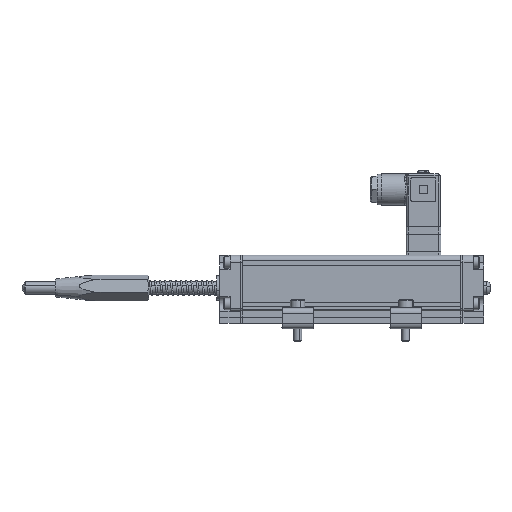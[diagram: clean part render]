
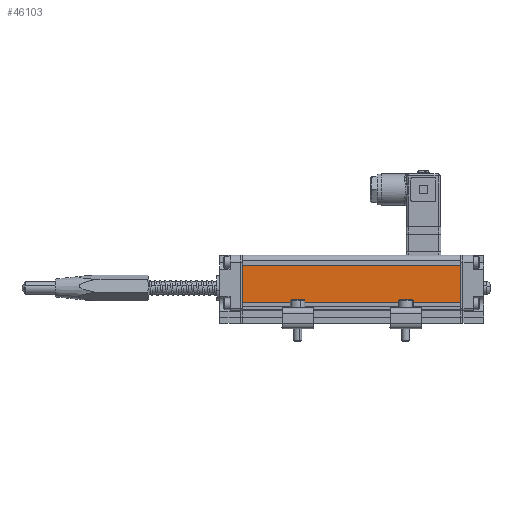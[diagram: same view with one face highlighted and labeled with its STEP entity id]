
A CAD part, top view. The second image highlights one B-rep face of the part: STEP entity #46103.
In plain terms, the highlighted planar face has unit normal (0, 0, 1).
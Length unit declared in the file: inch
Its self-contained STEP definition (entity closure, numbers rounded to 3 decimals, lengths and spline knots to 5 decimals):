
#1417 = CARTESIAN_POINT ( 'NONE',  ( -3.87795, -0.18898, 1.29528 ) ) ;
#1943 = VERTEX_POINT ( 'NONE', #62778 ) ;
#2827 = VERTEX_POINT ( 'NONE', #27044 ) ;
#7005 = LINE ( 'NONE', #39484, #58248 ) ;
#9736 = CARTESIAN_POINT ( 'NONE',  ( -3.87795, -0.89764, 1.29528 ) ) ;
#10963 = DIRECTION ( 'NONE',  ( 0., 0., -1. ) ) ;
#12450 = ORIENTED_EDGE ( 'NONE', *, *, #49280, .F. ) ;
#13493 = DIRECTION ( 'NONE',  ( 0., -1., 0. ) ) ;
#15289 = CARTESIAN_POINT ( 'NONE',  ( -4.56693, -0.89764, 1.29528 ) ) ;
#16923 = VECTOR ( 'NONE', #38193, 39.37008 ) ;
#17877 = ORIENTED_EDGE ( 'NONE', *, *, #59476, .F. ) ;
#20886 = FACE_OUTER_BOUND ( 'NONE', #57134, .T. ) ;
#27044 = CARTESIAN_POINT ( 'NONE',  ( -4.56693, -0.18898, 1.29528 ) ) ;
#32217 = AXIS2_PLACEMENT_3D ( 'NONE', #57792, #10963, #46518 ) ;
#33690 = VERTEX_POINT ( 'NONE', #65317 ) ;
#33757 = LINE ( 'NONE', #58696, #16923 ) ;
#35716 = LINE ( 'NONE', #9736, #41906 ) ;
#36953 = PLANE ( 'NONE',  #32217 ) ;
#38193 = DIRECTION ( 'NONE',  ( 0., -1., 0. ) ) ;
#39484 = CARTESIAN_POINT ( 'NONE',  ( -0.43307, -1.29134, 1.29528 ) ) ;
#41906 = VECTOR ( 'NONE', #67485, 39.37008 ) ;
#43801 = DIRECTION ( 'NONE',  ( 1., 0., 0. ) ) ;
#44200 = EDGE_CURVE ( 'NONE', #1943, #33690, #7005, .T. ) ;
#44490 = LINE ( 'NONE', #1417, #53030 ) ;
#45689 = EDGE_CURVE ( 'NONE', #2827, #51668, #33757, .T. ) ;
#46103 = ADVANCED_FACE ( 'NONE', ( #20886 ), #36953, .F. ) ;
#46518 = DIRECTION ( 'NONE',  ( 0., 1., 0. ) ) ;
#49227 = ORIENTED_EDGE ( 'NONE', *, *, #44200, .F. ) ;
#49255 = ORIENTED_EDGE ( 'NONE', *, *, #45689, .T. ) ;
#49280 = EDGE_CURVE ( 'NONE', #2827, #1943, #44490, .T. ) ;
#51668 = VERTEX_POINT ( 'NONE', #15289 ) ;
#53030 = VECTOR ( 'NONE', #43801, 39.37008 ) ;
#57134 = EDGE_LOOP ( 'NONE', ( #17877, #49227, #12450, #49255 ) ) ;
#57792 = CARTESIAN_POINT ( 'NONE',  ( -7.32283, -0.89764, 1.29528 ) ) ;
#58248 = VECTOR ( 'NONE', #13493, 39.37008 ) ;
#58696 = CARTESIAN_POINT ( 'NONE',  ( -4.56693, -0.89764, 1.29528 ) ) ;
#59476 = EDGE_CURVE ( 'NONE', #33690, #51668, #35716, .T. ) ;
#62778 = CARTESIAN_POINT ( 'NONE',  ( -0.43307, -0.18898, 1.29528 ) ) ;
#65317 = CARTESIAN_POINT ( 'NONE',  ( -0.43307, -0.89764, 1.29528 ) ) ;
#67485 = DIRECTION ( 'NONE',  ( -1., 0., 0. ) ) ;
